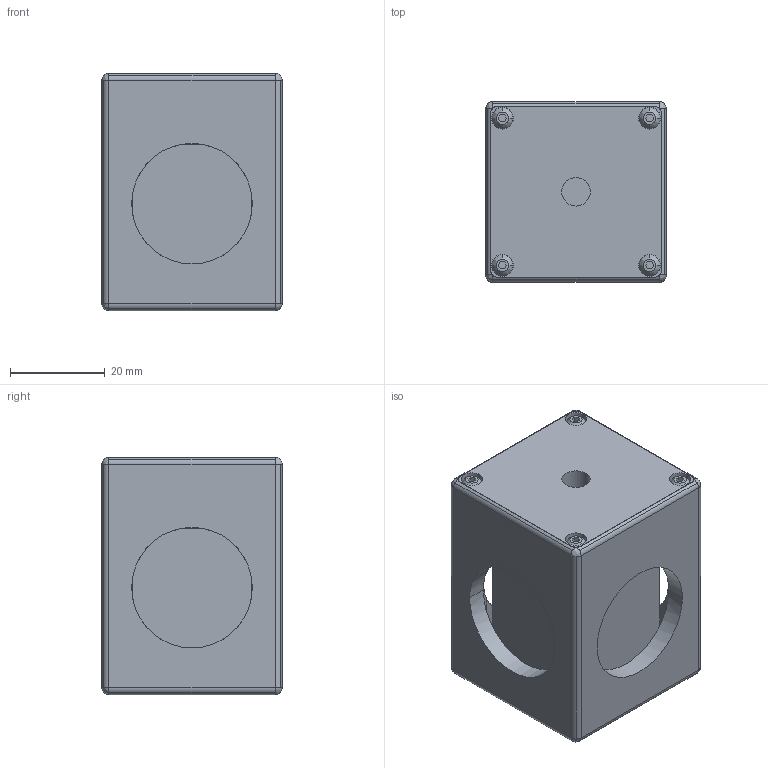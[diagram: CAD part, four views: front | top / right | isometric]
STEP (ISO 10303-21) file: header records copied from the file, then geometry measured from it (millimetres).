
FILE_DESCRIPTION (( 'STEP AP203' ), '1' );
FILE_NAME ('54823.step', '2011-12-15T22:48:09', ( 'EO' ), ( 'EO' ), 'SwSTEP 2.0', 'SolidWorks 2011', '' );
FILE_SCHEMA (( 'CONFIG_CONTROL_DESIGN' ));
Length unit declared in the file: inch
Products named in the file (1): 54823
Bounding box: 38 x 38 x 50 mm (x, y, z)
Volume: 54637.7 mm3; surface area: 18093.6 mm2
Topology: 1 solids, 9 shells, 287 faces, 729 edges, 462 vertices
Faces by surface type: plane 131, cylinder 124, bspline 20, cone 12
Entity records: 9046 total; most frequent: CARTESIAN_POINT 1947, DIRECTION 1517, ORIENTED_EDGE 1442, EDGE_CURVE 721, AXIS2_PLACEMENT_3D 560, VERTEX_POINT 462, VECTOR 397, LINE 397
